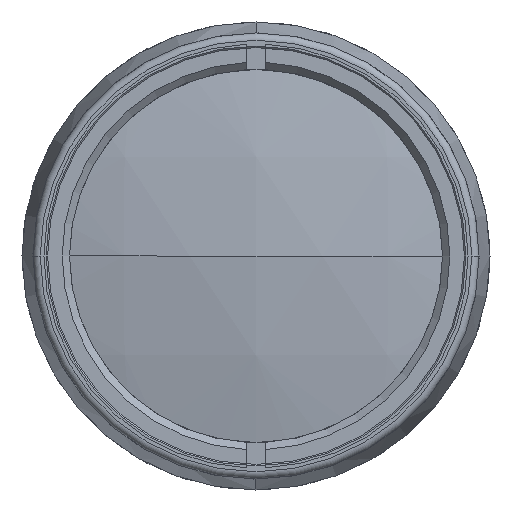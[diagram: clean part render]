
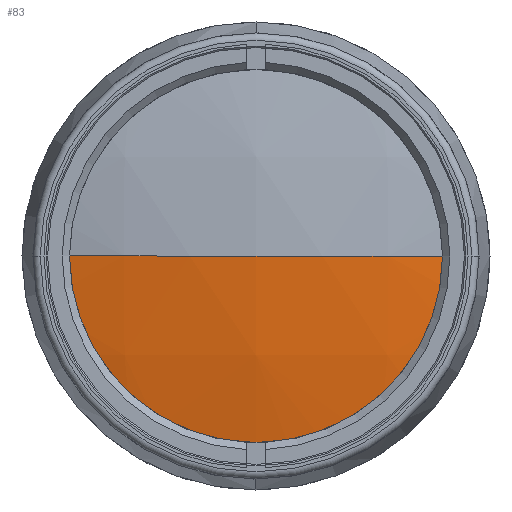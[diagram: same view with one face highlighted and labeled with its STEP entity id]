
A CAD part, left-side view. The second image highlights one B-rep face of the part: STEP entity #83.
In plain terms, the highlighted spherical face has radius 124 mm.
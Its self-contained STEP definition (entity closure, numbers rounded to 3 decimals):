
#74 = AXIS2_PLACEMENT_3D ( 'NONE', #1224, #3061, #722 ) ;
#83 = ADVANCED_FACE ( 'NONE', ( #217 ), #1791, .T. ) ;
#105 = CARTESIAN_POINT ( 'NONE',  ( -104.365, -27., 0. ) ) ;
#135 = EDGE_CURVE ( 'NONE', #3252, #1173, #2425, .T. ) ;
#217 = FACE_OUTER_BOUND ( 'NONE', #1412, .T. ) ;
#340 = AXIS2_PLACEMENT_3D ( 'NONE', #609, #878, #2989 ) ;
#517 = DIRECTION ( 'NONE',  ( -1., 0., 0. ) ) ;
#609 = CARTESIAN_POINT ( 'NONE',  ( 16.66, 0., 0. ) ) ;
#718 = CARTESIAN_POINT ( 'NONE',  ( 16.66, 0., 0. ) ) ;
#722 = DIRECTION ( 'NONE',  ( 0., 1., 0. ) ) ;
#771 = ORIENTED_EDGE ( 'NONE', *, *, #2013, .F. ) ;
#815 = CARTESIAN_POINT ( 'NONE',  ( -104.365, 27., 0. ) ) ;
#878 = DIRECTION ( 'NONE',  ( 0., 0., -1. ) ) ;
#969 = DIRECTION ( 'NONE',  ( 0., -1., 0. ) ) ;
#978 = DIRECTION ( 'NONE',  ( 0., 0., 1. ) ) ;
#1032 = CARTESIAN_POINT ( 'NONE',  ( -104.365, 0., 0. ) ) ;
#1037 = CIRCLE ( 'NONE', #2701, 124. ) ;
#1173 = VERTEX_POINT ( 'NONE', #105 ) ;
#1224 = CARTESIAN_POINT ( 'NONE',  ( 16.66, 0., 0. ) ) ;
#1285 = DIRECTION ( 'NONE',  ( 0., 0., 1. ) ) ;
#1412 = EDGE_LOOP ( 'NONE', ( #2364, #1880, #771 ) ) ;
#1622 = VERTEX_POINT ( 'NONE', #2390 ) ;
#1791 = SPHERICAL_SURFACE ( 'NONE', #74, 124. ) ;
#1880 = ORIENTED_EDGE ( 'NONE', *, *, #2463, .T. ) ;
#1953 = AXIS2_PLACEMENT_3D ( 'NONE', #1032, #517, #1285 ) ;
#2013 = EDGE_CURVE ( 'NONE', #3252, #1622, #1037, .T. ) ;
#2364 = ORIENTED_EDGE ( 'NONE', *, *, #135, .T. ) ;
#2390 = CARTESIAN_POINT ( 'NONE',  ( -107.34, 0., 0. ) ) ;
#2425 = CIRCLE ( 'NONE', #1953, 27. ) ;
#2458 = CIRCLE ( 'NONE', #340, 124. ) ;
#2463 = EDGE_CURVE ( 'NONE', #1173, #1622, #2458, .T. ) ;
#2701 = AXIS2_PLACEMENT_3D ( 'NONE', #718, #978, #969 ) ;
#2989 = DIRECTION ( 'NONE',  ( 0., 1., 0. ) ) ;
#3061 = DIRECTION ( 'NONE',  ( 0., 0., -1. ) ) ;
#3252 = VERTEX_POINT ( 'NONE', #815 ) ;
